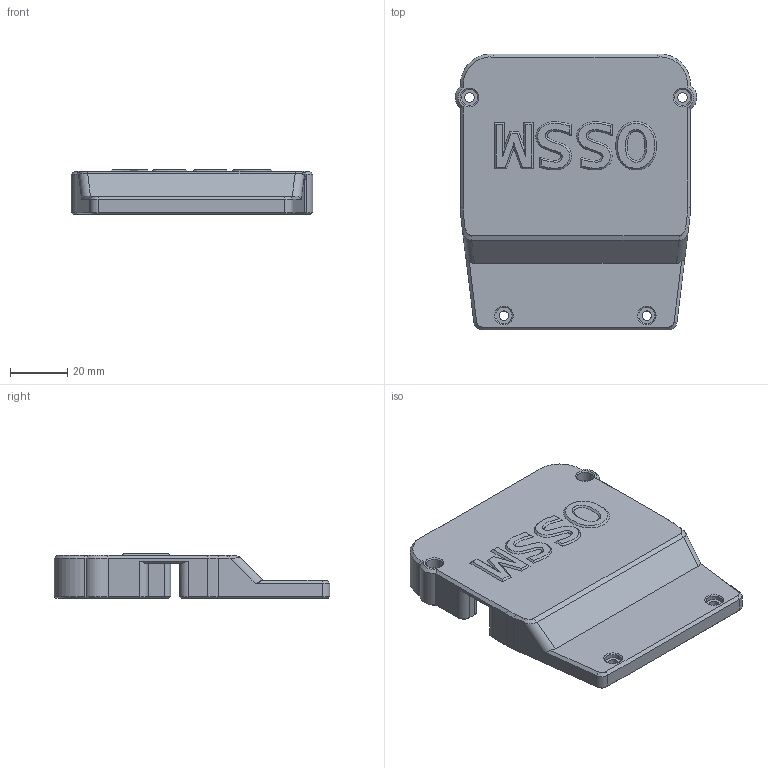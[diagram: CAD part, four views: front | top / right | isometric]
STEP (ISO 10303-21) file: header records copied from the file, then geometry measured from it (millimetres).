
FILE_DESCRIPTION(/* description */ (''),/* implementation_level */ '2;1');
FILE_NAME(/* name */ 'OSSM - Body - 2.x AIO - Cover - Default.step',/* time_stamp */ '2024-09-14T23:12:08-04:00',/* author */ (''),/* organization */ (''),/* preprocessor_version */ 'ST-DEVELOPER v20',/* originating_system */ 'Autodesk Translation Framework v13.14.0.145',/* authorisation */ '');
FILE_SCHEMA (('AUTOMOTIVE_DESIGN { 1 0 10303 214 3 1 1 }'));
Length unit declared in the file: millimetre
Products named in the file (1): (Unsaved)
Bounding box: 84.5 x 96.51 x 15.6 mm (x, y, z)
Volume: 51713.3 mm3; surface area: 22125.9 mm2
Topology: 1 solids, 1 shells, 180 faces, 425 edges, 256 vertices
Faces by surface type: plane 85, cone 43, cylinder 31, bspline 21
Full cylindrical faces by diameter (mm): 3.3 x4, 5.7 x4, 8 x1
Entity records: 7156 total; most frequent: CARTESIAN_POINT 3100, ORIENTED_EDGE 848, DIRECTION 792, EDGE_CURVE 424, AXIS2_PLACEMENT_3D 268, LINE 256, VECTOR 256, VERTEX_POINT 256
